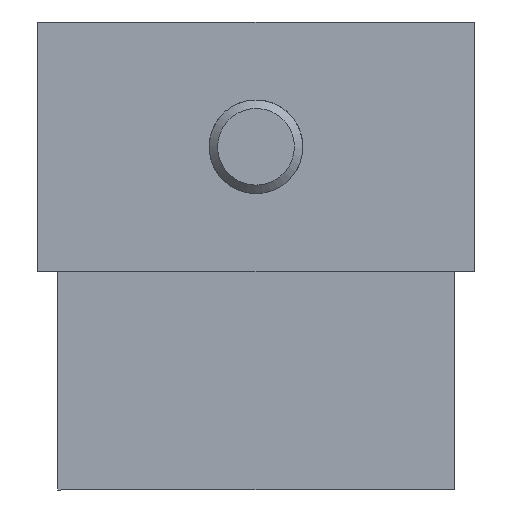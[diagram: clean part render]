
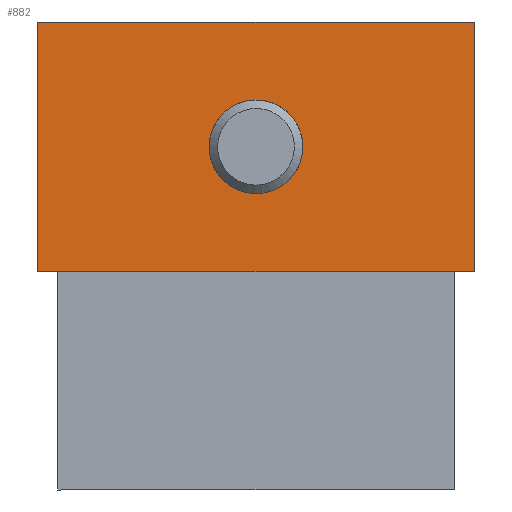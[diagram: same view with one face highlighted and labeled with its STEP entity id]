
A CAD part, front view. The second image highlights one B-rep face of the part: STEP entity #882.
In plain terms, the highlighted planar face has unit normal (0, -1, 0).
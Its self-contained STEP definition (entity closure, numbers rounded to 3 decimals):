
#44=CIRCLE('',#937,1.5);
#186=ORIENTED_EDGE('',*,*,#275,.T.);
#187=ORIENTED_EDGE('',*,*,#282,.F.);
#188=ORIENTED_EDGE('',*,*,#283,.F.);
#189=ORIENTED_EDGE('',*,*,#284,.F.);
#190=ORIENTED_EDGE('',*,*,#285,.F.);
#275=EDGE_CURVE('',#334,#334,#44,.T.);
#282=EDGE_CURVE('',#341,#342,#399,.T.);
#283=EDGE_CURVE('',#343,#341,#400,.T.);
#284=EDGE_CURVE('',#344,#343,#401,.T.);
#285=EDGE_CURVE('',#342,#344,#402,.T.);
#334=VERTEX_POINT('',#1265);
#341=VERTEX_POINT('',#1283);
#342=VERTEX_POINT('',#1284);
#343=VERTEX_POINT('',#1286);
#344=VERTEX_POINT('',#1288);
#399=LINE('',#1282,#461);
#400=LINE('',#1285,#462);
#401=LINE('',#1287,#463);
#402=LINE('',#1289,#464);
#461=VECTOR('',#1107,1000.);
#462=VECTOR('',#1108,1000.);
#463=VECTOR('',#1109,1000.);
#464=VECTOR('',#1110,1000.);
#507=EDGE_LOOP('',(#186));
#508=EDGE_LOOP('',(#187,#188,#189,#190));
#553=FACE_BOUND('',#507,.T.);
#554=FACE_BOUND('',#508,.T.);
#585=PLANE('',#943);
#882=ADVANCED_FACE('',(#553,#554),#585,.F.);
#937=AXIS2_PLACEMENT_3D('',#1264,#1089,#1090);
#943=AXIS2_PLACEMENT_3D('',#1281,#1105,#1106);
#1089=DIRECTION('',(0.,1.,0.));
#1090=DIRECTION('',(0.,0.,1.));
#1105=DIRECTION('',(0.,1.,0.));
#1106=DIRECTION('',(0.,0.,1.));
#1107=DIRECTION('',(0.,0.,1.));
#1108=DIRECTION('',(-1.,0.,0.));
#1109=DIRECTION('',(0.,0.,-1.));
#1110=DIRECTION('',(1.,0.,0.));
#1264=CARTESIAN_POINT('',(0.,0.,0.));
#1265=CARTESIAN_POINT('',(0.,0.,1.5));
#1281=CARTESIAN_POINT('',(0.,0.,0.));
#1282=CARTESIAN_POINT('',(-7.,0.,-5.));
#1283=CARTESIAN_POINT('',(-7.,0.,-4.));
#1284=CARTESIAN_POINT('',(-7.,0.,4.));
#1285=CARTESIAN_POINT('',(7.,0.,-4.));
#1286=CARTESIAN_POINT('',(7.,0.,-4.));
#1287=CARTESIAN_POINT('',(7.,0.,5.));
#1288=CARTESIAN_POINT('',(7.,0.,4.));
#1289=CARTESIAN_POINT('',(-7.,0.,4.));
